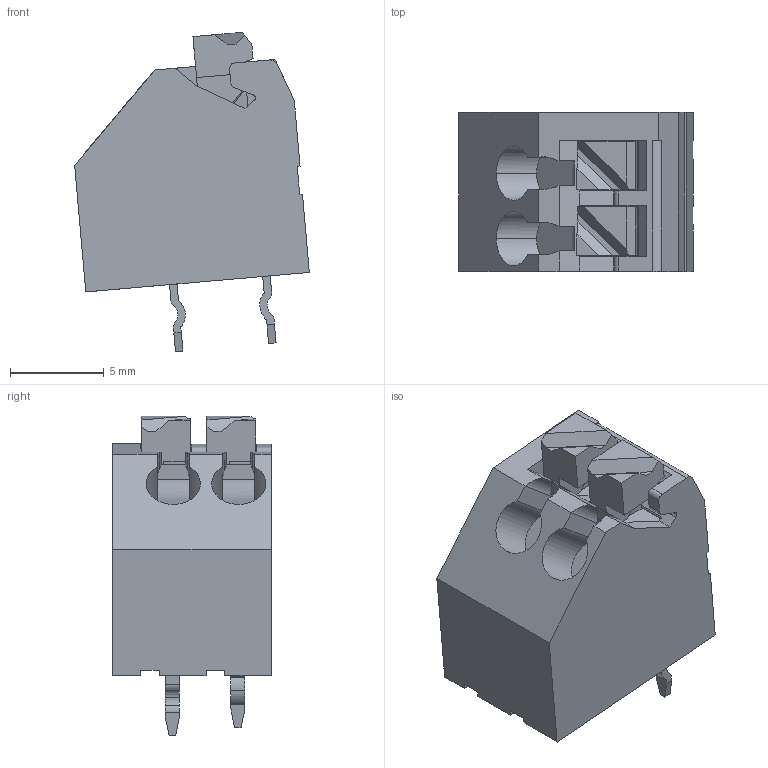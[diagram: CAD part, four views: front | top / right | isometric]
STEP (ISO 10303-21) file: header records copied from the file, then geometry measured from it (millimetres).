
FILE_DESCRIPTION (( 'STEP AP214' ), '1' );
FILE_NAME ('4C11C778-9C29-44A0-9FAC-465976F2A9F6.STEP', '2024-09-21T17:48:08', ( '' ), ( '' ), 'SwSTEP 2.0', 'SolidWorks 2022', '' );
FILE_SCHEMA (( 'AUTOMOTIVE_DESIGN' ));
Length unit declared in the file: millimetre
Products named in the file (1): 4C11C778-9C29-44A0-9FAC-465976F2A9F6
Bounding box: 12.55 x 8.5 x 17.08 mm (x, y, z)
Volume: 991.1 mm3; surface area: 853.9 mm2
Topology: 3 solids, 3 shells, 156 faces, 429 edges, 281 vertices
Faces by surface type: plane 121, cylinder 33, bspline 2
Entity records: 5003 total; most frequent: CARTESIAN_POINT 989, ORIENTED_EDGE 858, DIRECTION 773, EDGE_CURVE 429, VECTOR 355, LINE 355, VERTEX_POINT 281, AXIS2_PLACEMENT_3D 209
